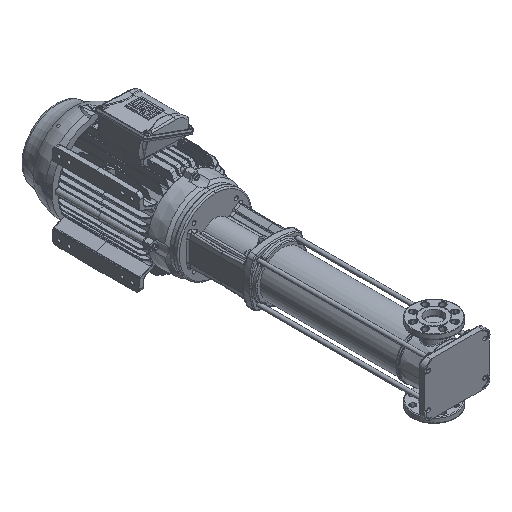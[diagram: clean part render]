
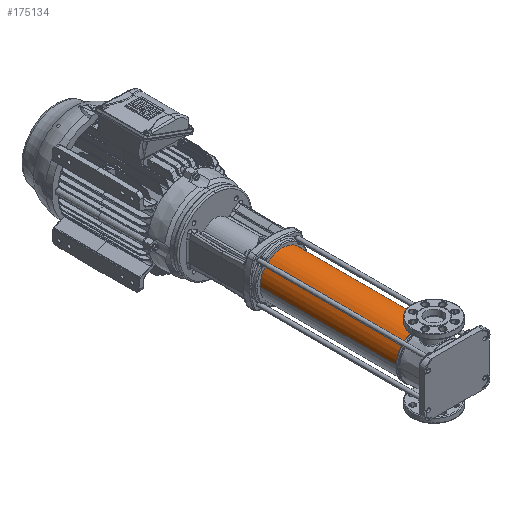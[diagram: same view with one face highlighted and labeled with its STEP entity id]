
A CAD part, isometric view. The second image highlights one B-rep face of the part: STEP entity #175134.
In plain terms, the highlighted cylindrical face has radius 85.35 mm (diameter 170.7 mm), a partial arc.
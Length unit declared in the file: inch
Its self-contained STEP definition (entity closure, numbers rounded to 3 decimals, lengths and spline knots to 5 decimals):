
#706 = VERTEX_POINT ( 'NONE', #39175 ) ;
#4087 = AXIS2_PLACEMENT_3D ( 'NONE', #46374, #103113, #150471 ) ;
#9849 = DIRECTION ( 'NONE',  ( 0., 1., 0. ) ) ;
#13402 = LINE ( 'NONE', #66596, #81096 ) ;
#23725 = CARTESIAN_POINT ( 'NONE',  ( 0., 2.20472, 0. ) ) ;
#29535 = VERTEX_POINT ( 'NONE', #30411 ) ;
#29682 = VERTEX_POINT ( 'NONE', #121511 ) ;
#30411 = CARTESIAN_POINT ( 'NONE',  ( 0., 2.20472, -3.36024 ) ) ;
#38196 = EDGE_LOOP ( 'NONE', ( #55723, #66429, #122523, #103979 ) ) ;
#39175 = CARTESIAN_POINT ( 'NONE',  ( 0., 22.86236, 3.36024 ) ) ;
#40574 = CARTESIAN_POINT ( 'NONE',  ( 0., 1.70079, 3.36024 ) ) ;
#46374 = CARTESIAN_POINT ( 'NONE',  ( 0., 22.86236, 0. ) ) ;
#55552 = DIRECTION ( 'NONE',  ( 0., 1., 0. ) ) ;
#55723 = ORIENTED_EDGE ( 'NONE', *, *, #101080, .F. ) ;
#66429 = ORIENTED_EDGE ( 'NONE', *, *, #91880, .T. ) ;
#66596 = CARTESIAN_POINT ( 'NONE',  ( 0., 1.70079, -3.36024 ) ) ;
#70260 = DIRECTION ( 'NONE',  ( 0., 1., 0. ) ) ;
#81096 = VECTOR ( 'NONE', #70260, 39.37008 ) ;
#84413 = DIRECTION ( 'NONE',  ( 0., 0., 1. ) ) ;
#86713 = AXIS2_PLACEMENT_3D ( 'NONE', #111375, #55552, #84413 ) ;
#88824 = CIRCLE ( 'NONE', #124482, 3.36024 ) ;
#91880 = EDGE_CURVE ( 'NONE', #29535, #91960, #88824, .T. ) ;
#91960 = VERTEX_POINT ( 'NONE', #148485 ) ;
#98353 = FACE_OUTER_BOUND ( 'NONE', #38196, .T. ) ;
#100179 = CYLINDRICAL_SURFACE ( 'NONE', #86713, 3.36024 ) ;
#101026 = VECTOR ( 'NONE', #9849, 39.37008 ) ;
#101080 = EDGE_CURVE ( 'NONE', #29535, #29682, #13402, .T. ) ;
#103113 = DIRECTION ( 'NONE',  ( 0., -1., 0. ) ) ;
#103979 = ORIENTED_EDGE ( 'NONE', *, *, #179700, .T. ) ;
#111375 = CARTESIAN_POINT ( 'NONE',  ( 0., 1.70079, 0. ) ) ;
#117071 = CIRCLE ( 'NONE', #4087, 3.36024 ) ;
#119636 = DIRECTION ( 'NONE',  ( 0., 1., 0. ) ) ;
#121511 = CARTESIAN_POINT ( 'NONE',  ( 0., 22.86236, -3.36024 ) ) ;
#122523 = ORIENTED_EDGE ( 'NONE', *, *, #143239, .T. ) ;
#123309 = DIRECTION ( 'NONE',  ( 0., 0., 1. ) ) ;
#124330 = LINE ( 'NONE', #40574, #101026 ) ;
#124482 = AXIS2_PLACEMENT_3D ( 'NONE', #23725, #119636, #123309 ) ;
#143239 = EDGE_CURVE ( 'NONE', #91960, #706, #124330, .T. ) ;
#148485 = CARTESIAN_POINT ( 'NONE',  ( 0., 2.20472, 3.36024 ) ) ;
#150471 = DIRECTION ( 'NONE',  ( 0., 0., 1. ) ) ;
#175134 = ADVANCED_FACE ( 'NONE', ( #98353 ), #100179, .T. ) ;
#179700 = EDGE_CURVE ( 'NONE', #706, #29682, #117071, .T. ) ;
